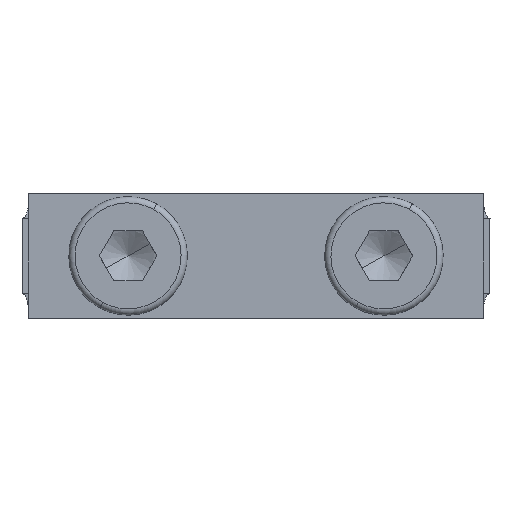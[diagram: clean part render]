
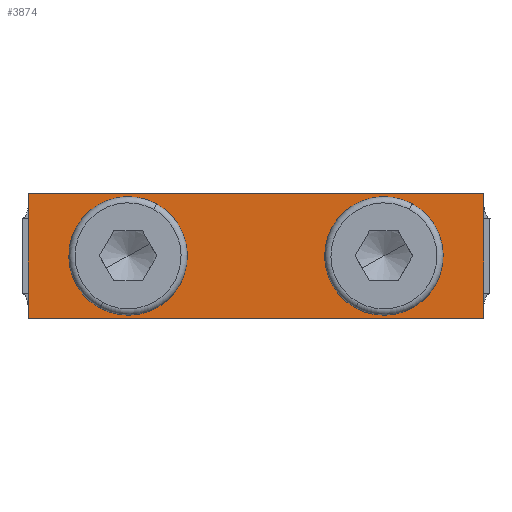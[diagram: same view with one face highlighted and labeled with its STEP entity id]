
A CAD part, top view. The second image highlights one B-rep face of the part: STEP entity #3874.
In plain terms, the highlighted planar face has unit normal (0, 0, 1).
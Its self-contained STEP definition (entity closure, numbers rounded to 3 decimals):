
#3741=AXIS2_PLACEMENT_3D('Circle Axis2P3D',#3739,#3740,$) ;
#3816=AXIS2_PLACEMENT_3D('Plane Axis2P3D',#3813,#3814,#3815) ;
#3854=AXIS2_PLACEMENT_3D('Circle Axis2P3D',#3852,#3853,$) ;
#3863=AXIS2_PLACEMENT_3D('Circle Axis2P3D',#3861,#3862,$) ;
#3699=CARTESIAN_POINT('Vertex',(5.779,6.486,23.)) ;
#3713=CARTESIAN_POINT('Vertex',(11.221,3.514,23.)) ;
#3717=CARTESIAN_POINT('Control Point',(5.779,6.486,23.)) ;
#3718=CARTESIAN_POINT('Control Point',(6.246,7.341,23.)) ;
#3719=CARTESIAN_POINT('Control Point',(7.049,8.012,23.)) ;
#3720=CARTESIAN_POINT('Control Point',(8.094,8.319,23.)) ;
#3721=CARTESIAN_POINT('Control Point',(10.17,8.056,23.)) ;
#3722=CARTESIAN_POINT('Control Point',(11.512,6.451,23.)) ;
#3723=CARTESIAN_POINT('Control Point',(11.819,5.406,23.)) ;
#3724=CARTESIAN_POINT('Control Point',(11.687,4.368,23.)) ;
#3725=CARTESIAN_POINT('Control Point',(11.221,3.514,23.)) ;
#3739=CARTESIAN_POINT('Axis2P3D Location',(8.5,5.,23.)) ;
#3813=CARTESIAN_POINT('Axis2P3D Location',(37.,5.,23.)) ;
#3818=CARTESIAN_POINT('Line Origine',(37.,5.,23.)) ;
#3822=CARTESIAN_POINT('Vertex',(37.,10.,23.)) ;
#3824=CARTESIAN_POINT('Vertex',(37.,0.,23.)) ;
#3827=CARTESIAN_POINT('Line Origine',(18.75,10.,23.)) ;
#3831=CARTESIAN_POINT('Vertex',(0.5,10.,23.)) ;
#3834=CARTESIAN_POINT('Line Origine',(0.5,5.,23.)) ;
#3838=CARTESIAN_POINT('Vertex',(0.5,0.,23.)) ;
#3841=CARTESIAN_POINT('Line Origine',(18.75,0.,23.)) ;
#3852=CARTESIAN_POINT('Axis2P3D Location',(29.,5.,23.)) ;
#3856=CARTESIAN_POINT('Vertex',(31.721,3.514,23.)) ;
#3858=CARTESIAN_POINT('Vertex',(26.279,6.486,23.)) ;
#3861=CARTESIAN_POINT('Axis2P3D Location',(29.,5.,23.)) ;
#3740=DIRECTION('Axis2P3D Direction',(0.,0.,-1.)) ;
#3814=DIRECTION('Axis2P3D Direction',(0.,0.,1.)) ;
#3815=DIRECTION('Axis2P3D XDirection',(-1.,0.,0.)) ;
#3819=DIRECTION('Vector Direction',(0.,-1.,0.)) ;
#3828=DIRECTION('Vector Direction',(-1.,0.,0.)) ;
#3835=DIRECTION('Vector Direction',(0.,-1.,0.)) ;
#3842=DIRECTION('Vector Direction',(-1.,0.,0.)) ;
#3853=DIRECTION('Axis2P3D Direction',(0.,0.,1.)) ;
#3862=DIRECTION('Axis2P3D Direction',(0.,0.,1.)) ;
#3820=VECTOR('Line Direction',#3819,1.) ;
#3829=VECTOR('Line Direction',#3828,1.) ;
#3836=VECTOR('Line Direction',#3835,1.) ;
#3843=VECTOR('Line Direction',#3842,1.) ;
#3847=ORIENTED_EDGE('',*,*,#3826,.F.) ;
#3848=ORIENTED_EDGE('',*,*,#3833,.T.) ;
#3849=ORIENTED_EDGE('',*,*,#3840,.T.) ;
#3850=ORIENTED_EDGE('',*,*,#3845,.F.) ;
#3867=ORIENTED_EDGE('',*,*,#3860,.F.) ;
#3868=ORIENTED_EDGE('',*,*,#3865,.F.) ;
#3871=ORIENTED_EDGE('',*,*,#3743,.F.) ;
#3872=ORIENTED_EDGE('',*,*,#3726,.F.) ;
#3869=FACE_BOUND('',#3866,.T.) ;
#3873=FACE_BOUND('',#3870,.T.) ;
#3874=ADVANCED_FACE('QL_2',(#3851,#3869,#3873),#3817,.T.) ;
#3716=B_SPLINE_CURVE_WITH_KNOTS('',5,(#3717,#3718,#3719,#3720,#3721,#3722,#3723,#3724,#3725),.UNSPECIFIED.,.F.,.U.,(6,3,6),(-4.869,0.,4.869),.UNSPECIFIED.) ;
#3742=CIRCLE('generated circle',#3741,3.1) ;
#3855=CIRCLE('generated circle',#3854,3.1) ;
#3864=CIRCLE('generated circle',#3863,3.1) ;
#3726=EDGE_CURVE('',#3714,#3700,#3716,.F.) ;
#3743=EDGE_CURVE('',#3700,#3714,#3742,.F.) ;
#3826=EDGE_CURVE('',#3823,#3825,#3821,.T.) ;
#3833=EDGE_CURVE('',#3823,#3832,#3830,.T.) ;
#3840=EDGE_CURVE('',#3832,#3839,#3837,.T.) ;
#3845=EDGE_CURVE('',#3825,#3839,#3844,.T.) ;
#3860=EDGE_CURVE('',#3857,#3859,#3855,.T.) ;
#3865=EDGE_CURVE('',#3859,#3857,#3864,.T.) ;
#3846=EDGE_LOOP('',(#3847,#3848,#3849,#3850)) ;
#3866=EDGE_LOOP('',(#3867,#3868)) ;
#3870=EDGE_LOOP('',(#3871,#3872)) ;
#3851=FACE_OUTER_BOUND('',#3846,.T.) ;
#3821=LINE('Line',#3818,#3820) ;
#3830=LINE('Line',#3827,#3829) ;
#3837=LINE('Line',#3834,#3836) ;
#3844=LINE('Line',#3841,#3843) ;
#3817=PLANE('',#3816) ;
#3700=VERTEX_POINT('',#3699) ;
#3714=VERTEX_POINT('',#3713) ;
#3823=VERTEX_POINT('',#3822) ;
#3825=VERTEX_POINT('',#3824) ;
#3832=VERTEX_POINT('',#3831) ;
#3839=VERTEX_POINT('',#3838) ;
#3857=VERTEX_POINT('',#3856) ;
#3859=VERTEX_POINT('',#3858) ;
